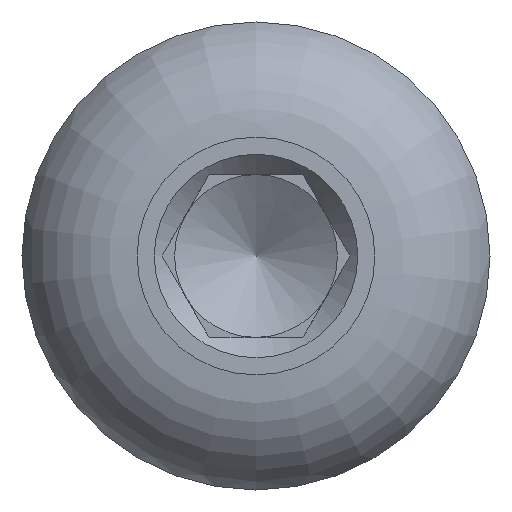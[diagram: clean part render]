
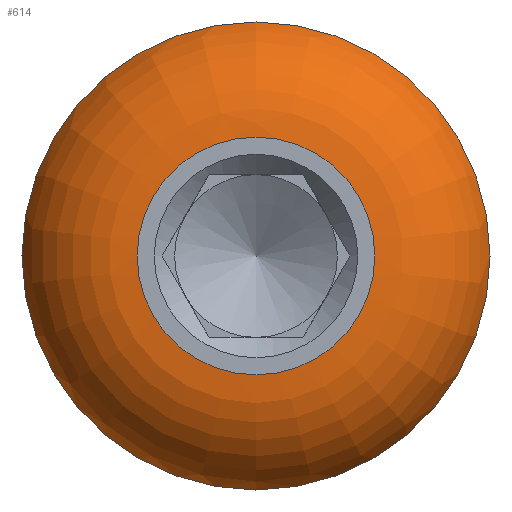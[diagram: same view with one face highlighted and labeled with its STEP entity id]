
A CAD part, left-side view. The second image highlights one B-rep face of the part: STEP entity #614.
In plain terms, the highlighted toroidal (fillet/blend) face has major radius 2.922 mm and minor radius 3 mm.
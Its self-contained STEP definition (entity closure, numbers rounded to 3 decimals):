
#23 = DIRECTION ( 'NONE',  ( 0., 0., 1. ) ) ;
#77 = CARTESIAN_POINT ( 'NONE',  ( 0., 0., 0. ) ) ;
#81 = FACE_OUTER_BOUND ( 'NONE', #924, .T. ) ;
#112 = AXIS2_PLACEMENT_3D ( 'NONE', #551, #478, #23 ) ;
#170 = CARTESIAN_POINT ( 'NONE',  ( 0., 0., 2.922 ) ) ;
#181 = ORIENTED_EDGE ( 'NONE', *, *, #343, .T. ) ;
#271 = VERTEX_POINT ( 'NONE', #472 ) ;
#343 = EDGE_CURVE ( 'NONE', #271, #271, #859, .T. ) ;
#352 = CARTESIAN_POINT ( 'NONE',  ( 2., 0., 0. ) ) ;
#401 = AXIS2_PLACEMENT_3D ( 'NONE', #352, #886, #731 ) ;
#469 = CIRCLE ( 'NONE', #971, 2.922 ) ;
#472 = CARTESIAN_POINT ( 'NONE',  ( 2., 0., 5.75 ) ) ;
#478 = DIRECTION ( 'NONE',  ( -1., 0., 0. ) ) ;
#532 = VERTEX_POINT ( 'NONE', #170 ) ;
#551 = CARTESIAN_POINT ( 'NONE',  ( 3., 0., 0. ) ) ;
#614 = ADVANCED_FACE ( 'NONE', ( #960, #81 ), #620, .T. ) ;
#620 = TOROIDAL_SURFACE ( 'NONE', #112, 2.922, 3. ) ;
#676 = ORIENTED_EDGE ( 'NONE', *, *, #938, .F. ) ;
#679 = EDGE_LOOP ( 'NONE', ( #676 ) ) ;
#680 = DIRECTION ( 'NONE',  ( 0., 0., 1. ) ) ;
#731 = DIRECTION ( 'NONE',  ( 0., 0., 1. ) ) ;
#859 = CIRCLE ( 'NONE', #401, 5.75 ) ;
#886 = DIRECTION ( 'NONE',  ( -1., 0., 0. ) ) ;
#907 = DIRECTION ( 'NONE',  ( -1., 0., 0. ) ) ;
#924 = EDGE_LOOP ( 'NONE', ( #181 ) ) ;
#938 = EDGE_CURVE ( 'NONE', #532, #532, #469, .T. ) ;
#960 = FACE_OUTER_BOUND ( 'NONE', #679, .T. ) ;
#971 = AXIS2_PLACEMENT_3D ( 'NONE', #77, #907, #680 ) ;
